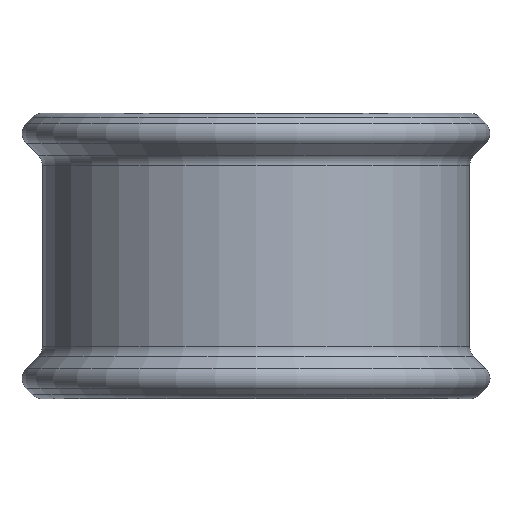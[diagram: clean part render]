
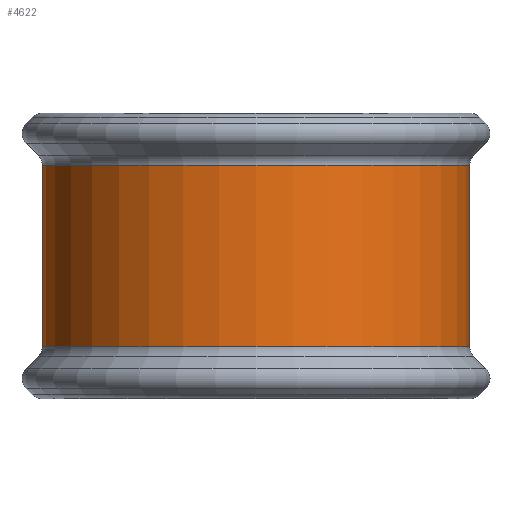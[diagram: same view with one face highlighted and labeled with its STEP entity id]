
A CAD part, front view. The second image highlights one B-rep face of the part: STEP entity #4622.
In plain terms, the highlighted cylindrical face has radius 11.709 mm (diameter 23.419 mm), a partial arc.
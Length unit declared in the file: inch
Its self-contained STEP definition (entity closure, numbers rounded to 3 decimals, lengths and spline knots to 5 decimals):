
#228 = CARTESIAN_POINT ( 'NONE',  ( -0.055, -0.812, 0.19579 ) ) ;
#548 = VERTEX_POINT ( 'NONE', #228 ) ;
#838 = EDGE_CURVE ( 'NONE', #3195, #548, #5027, .T. ) ;
#927 = DIRECTION ( 'NONE',  ( 0., 0., 1. ) ) ;
#933 = DIRECTION ( 'NONE',  ( -1., 0., 0. ) ) ;
#1017 = ORIENTED_EDGE ( 'NONE', *, *, #2053, .T. ) ;
#1268 = ORIENTED_EDGE ( 'NONE', *, *, #838, .F. ) ;
#1412 = DIRECTION ( 'NONE',  ( 0., 0., -1. ) ) ;
#1555 = VECTOR ( 'NONE', #3752, 39.37008 ) ;
#1583 = DIRECTION ( 'NONE',  ( 0., 0., -1. ) ) ;
#1867 = DIRECTION ( 'NONE',  ( 0., 0., -1. ) ) ;
#2053 = EDGE_CURVE ( 'NONE', #4621, #548, #3865, .T. ) ;
#2187 = AXIS2_PLACEMENT_3D ( 'NONE', #3790, #1867, #933 ) ;
#2319 = CARTESIAN_POINT ( 'NONE',  ( 0.406, -0.351, 0.19579 ) ) ;
#3115 = EDGE_CURVE ( 'NONE', #3757, #4621, #4218, .T. ) ;
#3195 = VERTEX_POINT ( 'NONE', #6106 ) ;
#3286 = CARTESIAN_POINT ( 'NONE',  ( -0.055, -0.812, 0.19579 ) ) ;
#3553 = EDGE_CURVE ( 'NONE', #3757, #3195, #3610, .T. ) ;
#3610 = CIRCLE ( 'NONE', #5428, 0.461 ) ;
#3752 = DIRECTION ( 'NONE',  ( 0., 0., 1. ) ) ;
#3757 = VERTEX_POINT ( 'NONE', #5466 ) ;
#3785 = VECTOR ( 'NONE', #927, 39.37008 ) ;
#3790 = CARTESIAN_POINT ( 'NONE',  ( 0.406, -0.812, 0. ) ) ;
#3865 = CIRCLE ( 'NONE', #3923, 0.461 ) ;
#3923 = AXIS2_PLACEMENT_3D ( 'NONE', #4403, #1583, #4875 ) ;
#4136 = EDGE_LOOP ( 'NONE', ( #5422, #1017, #1268, #5287 ) ) ;
#4218 = LINE ( 'NONE', #2319, #1555 ) ;
#4232 = CARTESIAN_POINT ( 'NONE',  ( 0.406, -0.351, 0.19579 ) ) ;
#4239 = CARTESIAN_POINT ( 'NONE',  ( 0.406, -0.812, -0.19579 ) ) ;
#4403 = CARTESIAN_POINT ( 'NONE',  ( 0.406, -0.812, 0.19579 ) ) ;
#4621 = VERTEX_POINT ( 'NONE', #4232 ) ;
#4622 = ADVANCED_FACE ( 'NONE', ( #5463 ), #6116, .T. ) ;
#4703 = DIRECTION ( 'NONE',  ( -1., 0., 0. ) ) ;
#4875 = DIRECTION ( 'NONE',  ( -1., 0., 0. ) ) ;
#5027 = LINE ( 'NONE', #3286, #3785 ) ;
#5287 = ORIENTED_EDGE ( 'NONE', *, *, #3553, .F. ) ;
#5422 = ORIENTED_EDGE ( 'NONE', *, *, #3115, .T. ) ;
#5428 = AXIS2_PLACEMENT_3D ( 'NONE', #4239, #1412, #4703 ) ;
#5463 = FACE_OUTER_BOUND ( 'NONE', #4136, .T. ) ;
#5466 = CARTESIAN_POINT ( 'NONE',  ( 0.406, -0.351, -0.19579 ) ) ;
#6106 = CARTESIAN_POINT ( 'NONE',  ( -0.055, -0.812, -0.19579 ) ) ;
#6116 = CYLINDRICAL_SURFACE ( 'NONE', #2187, 0.461 ) ;
